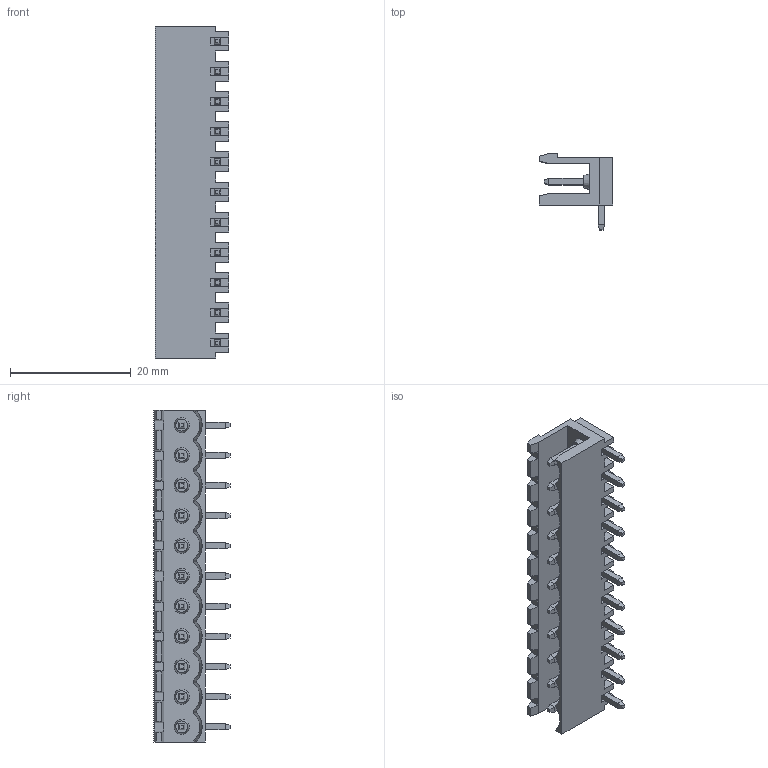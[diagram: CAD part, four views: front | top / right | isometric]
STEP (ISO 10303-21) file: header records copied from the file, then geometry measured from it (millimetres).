
FILE_DESCRIPTION(('STEP AP214'),'1');
FILE_NAME('PV11-5-H.stp','2021-03-31T16:00:09',(' '),(' '),'Spatial InterOp 3D',' ',' ');
FILE_SCHEMA(('automotive_design'));
Length unit declared in the file: metre
Products named in the file (1): 1
Bounding box: 12.2 x 12.6 x 55 mm (x, y, z)
Volume: 2395.7 mm3; surface area: 4618.9 mm2
Topology: 1 solids, 1 shells, 589 faces, 1477 edges, 937 vertices
Faces by surface type: plane 540, cylinder 26, cone 22, extrusion 1
Entity records: 21720 total; most frequent: CARTESIAN_POINT 3055, ORIENTED_EDGE 2910, DIRECTION 2695, EDGE_CURVE 1455, VECTOR 1347, LINE 1346, VERTEX_POINT 926, AXIS2_PLACEMENT_3D 674
